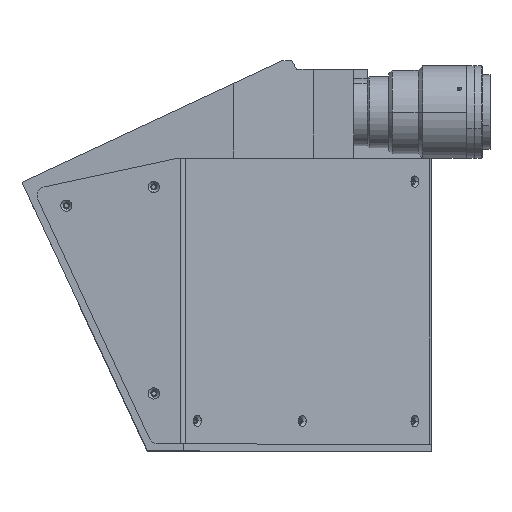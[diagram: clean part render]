
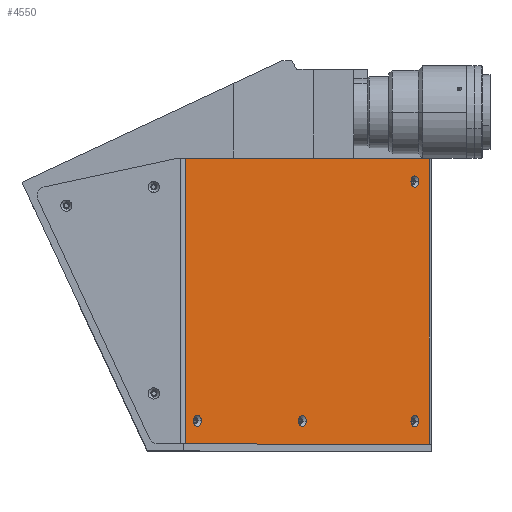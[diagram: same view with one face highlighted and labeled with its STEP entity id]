
A CAD part, top view. The second image highlights one B-rep face of the part: STEP entity #4550.
In plain terms, the highlighted planar face has unit normal (0.707, 0, 0.707).
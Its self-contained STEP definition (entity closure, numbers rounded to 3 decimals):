
#18 = VERTEX_POINT ( 'NONE', #2367 ) ;
#466 = CARTESIAN_POINT ( 'NONE',  ( -34.077, -78., 173.761 ) ) ;
#713 = CARTESIAN_POINT ( 'NONE',  ( -38.544, 346.506, 178.228 ) ) ;
#790 = CARTESIAN_POINT ( 'NONE',  ( 90.719, 57., 48.965 ) ) ;
#1263 = VERTEX_POINT ( 'NONE', #13076 ) ;
#1493 = CARTESIAN_POINT ( 'NONE',  ( -31.849, -78., 171.534 ) ) ;
#1558 = CIRCLE ( 'NONE', #4483, 3.15 ) ;
#1678 = DIRECTION ( 'NONE',  ( 0.707, 0., -0.707 ) ) ;
#1789 = EDGE_CURVE ( 'NONE', #12683, #18, #3074, .T. ) ;
#2010 = DIRECTION ( 'NONE',  ( 0.707, 0., -0.707 ) ) ;
#2269 = EDGE_CURVE ( 'NONE', #1263, #7930, #9788, .T. ) ;
#2367 = CARTESIAN_POINT ( 'NONE',  ( 98.828, -91., 40.856 ) ) ;
#2425 = FACE_BOUND ( 'NONE', #10775, .T. ) ;
#2451 = EDGE_CURVE ( 'NONE', #10170, #6593, #11279, .T. ) ;
#2461 = AXIS2_PLACEMENT_3D ( 'NONE', #4380, #12995, #5609 ) ;
#2481 = CARTESIAN_POINT ( 'NONE',  ( -29.622, -78., 169.306 ) ) ;
#2634 = CARTESIAN_POINT ( 'NONE',  ( 27.314, -78., 112.371 ) ) ;
#2662 = DIRECTION ( 'NONE',  ( 0., 1., 0. ) ) ;
#2723 = DIRECTION ( 'NONE',  ( 0.707, 0., -0.707 ) ) ;
#2833 = FACE_BOUND ( 'NONE', #14244, .T. ) ;
#2838 = VERTEX_POINT ( 'NONE', #11647 ) ;
#2857 = CARTESIAN_POINT ( 'NONE',  ( 98.828, 70., 40.856 ) ) ;
#2906 = CARTESIAN_POINT ( 'NONE',  ( -38.544, -91., 178.228 ) ) ;
#3074 = LINE ( 'NONE', #9090, #12513 ) ;
#3199 = CARTESIAN_POINT ( 'NONE',  ( 90.719, -78., 48.965 ) ) ;
#3264 = CARTESIAN_POINT ( 'NONE',  ( 90.719, 57., 48.965 ) ) ;
#3362 = CARTESIAN_POINT ( 'NONE',  ( 92.947, -78., 46.738 ) ) ;
#3685 = DIRECTION ( 'NONE',  ( 0.707, 0., -0.707 ) ) ;
#3875 = DIRECTION ( 'NONE',  ( 0.707, 0., -0.707 ) ) ;
#4157 = AXIS2_PLACEMENT_3D ( 'NONE', #1493, #10108, #2723 ) ;
#4234 = CARTESIAN_POINT ( 'NONE',  ( 88.492, -78., 51.192 ) ) ;
#4380 = CARTESIAN_POINT ( 'NONE',  ( -31.849, -78., 171.534 ) ) ;
#4456 = DIRECTION ( 'NONE',  ( 0.707, 0., -0.707 ) ) ;
#4483 = AXIS2_PLACEMENT_3D ( 'NONE', #3264, #11894, #4506 ) ;
#4504 = DIRECTION ( 'NONE',  ( 0.707, 0., 0.707 ) ) ;
#4506 = DIRECTION ( 'NONE',  ( 0.707, 0., -0.707 ) ) ;
#4550 = ADVANCED_FACE ( 'NONE', ( #2425, #2833, #9015, #15167, #11912 ), #12524, .F. ) ;
#4587 = VERTEX_POINT ( 'NONE', #4234 ) ;
#4670 = EDGE_CURVE ( 'NONE', #13451, #4587, #15590, .T. ) ;
#4696 = EDGE_CURVE ( 'NONE', #4587, #13451, #9047, .T. ) ;
#4857 = ORIENTED_EDGE ( 'NONE', *, *, #9244, .F. ) ;
#4916 = CARTESIAN_POINT ( 'NONE',  ( -39.716, 70., 179.4 ) ) ;
#5071 = EDGE_CURVE ( 'NONE', #2838, #12683, #15557, .T. ) ;
#5234 = DIRECTION ( 'NONE',  ( -0.707, 0., -0.707 ) ) ;
#5609 = DIRECTION ( 'NONE',  ( 0.707, 0., -0.707 ) ) ;
#5689 = AXIS2_PLACEMENT_3D ( 'NONE', #13895, #6507, #15118 ) ;
#5720 = VECTOR ( 'NONE', #15485, 1000. ) ;
#5864 = ORIENTED_EDGE ( 'NONE', *, *, #7342, .F. ) ;
#5967 = ORIENTED_EDGE ( 'NONE', *, *, #5071, .T. ) ;
#6070 = EDGE_LOOP ( 'NONE', ( #10142, #12669 ) ) ;
#6282 = EDGE_LOOP ( 'NONE', ( #15880, #10375 ) ) ;
#6338 = CARTESIAN_POINT ( 'NONE',  ( 29.541, -78., 110.143 ) ) ;
#6455 = CIRCLE ( 'NONE', #4157, 3.15 ) ;
#6507 = DIRECTION ( 'NONE',  ( 0.707, 0., 0.707 ) ) ;
#6593 = VERTEX_POINT ( 'NONE', #11939 ) ;
#6746 = VECTOR ( 'NONE', #2662, 1000. ) ;
#6856 = EDGE_CURVE ( 'NONE', #7930, #1263, #11322, .T. ) ;
#6960 = LINE ( 'NONE', #4916, #15994 ) ;
#7342 = EDGE_CURVE ( 'NONE', #13638, #15578, #12397, .T. ) ;
#7930 = VERTEX_POINT ( 'NONE', #6338 ) ;
#9015 = FACE_BOUND ( 'NONE', #6282, .T. ) ;
#9047 = CIRCLE ( 'NONE', #12987, 3.15 ) ;
#9090 = CARTESIAN_POINT ( 'NONE',  ( -39.716, -91., 179.4 ) ) ;
#9244 = EDGE_CURVE ( 'NONE', #15578, #13638, #6455, .T. ) ;
#9271 = ORIENTED_EDGE ( 'NONE', *, *, #2269, .F. ) ;
#9439 = DIRECTION ( 'NONE',  ( 0.707, 0., 0.707 ) ) ;
#9686 = AXIS2_PLACEMENT_3D ( 'NONE', #3199, #11836, #4456 ) ;
#9771 = ORIENTED_EDGE ( 'NONE', *, *, #12020, .T. ) ;
#9788 = CIRCLE ( 'NONE', #5689, 3.15 ) ;
#10048 = CARTESIAN_POINT ( 'NONE',  ( 98.828, 346.506, 40.856 ) ) ;
#10108 = DIRECTION ( 'NONE',  ( 0.707, 0., 0.707 ) ) ;
#10142 = ORIENTED_EDGE ( 'NONE', *, *, #2451, .F. ) ;
#10170 = VERTEX_POINT ( 'NONE', #15174 ) ;
#10368 = ORIENTED_EDGE ( 'NONE', *, *, #6856, .F. ) ;
#10375 = ORIENTED_EDGE ( 'NONE', *, *, #4696, .F. ) ;
#10775 = EDGE_LOOP ( 'NONE', ( #10368, #9271 ) ) ;
#11267 = DIRECTION ( 'NONE',  ( 0.707, 0., 0.707 ) ) ;
#11279 = CIRCLE ( 'NONE', #15302, 3.15 ) ;
#11322 = CIRCLE ( 'NONE', #15083, 3.15 ) ;
#11647 = CARTESIAN_POINT ( 'NONE',  ( -38.544, 70., 178.228 ) ) ;
#11656 = AXIS2_PLACEMENT_3D ( 'NONE', #12634, #5234, #13885 ) ;
#11836 = DIRECTION ( 'NONE',  ( 0.707, 0., 0.707 ) ) ;
#11890 = CARTESIAN_POINT ( 'NONE',  ( 90.719, -78., 48.965 ) ) ;
#11894 = DIRECTION ( 'NONE',  ( 0.707, 0., 0.707 ) ) ;
#11912 = FACE_OUTER_BOUND ( 'NONE', #13531, .T. ) ;
#11939 = CARTESIAN_POINT ( 'NONE',  ( 88.492, 57., 51.192 ) ) ;
#11949 = EDGE_CURVE ( 'NONE', #2838, #12658, #6960, .T. ) ;
#12020 = EDGE_CURVE ( 'NONE', #18, #12658, #12912, .T. ) ;
#12397 = CIRCLE ( 'NONE', #2461, 3.15 ) ;
#12513 = VECTOR ( 'NONE', #1678, 1000. ) ;
#12524 = PLANE ( 'NONE',  #11656 ) ;
#12634 = CARTESIAN_POINT ( 'NONE',  ( -39.716, 346.506, 179.4 ) ) ;
#12658 = VERTEX_POINT ( 'NONE', #2857 ) ;
#12669 = ORIENTED_EDGE ( 'NONE', *, *, #13412, .F. ) ;
#12683 = VERTEX_POINT ( 'NONE', #2906 ) ;
#12912 = LINE ( 'NONE', #10048, #6746 ) ;
#12987 = AXIS2_PLACEMENT_3D ( 'NONE', #11890, #4504, #13115 ) ;
#12995 = DIRECTION ( 'NONE',  ( 0.707, 0., 0.707 ) ) ;
#13010 = ORIENTED_EDGE ( 'NONE', *, *, #11949, .F. ) ;
#13076 = CARTESIAN_POINT ( 'NONE',  ( 25.086, -78., 114.598 ) ) ;
#13115 = DIRECTION ( 'NONE',  ( 0.707, 0., -0.707 ) ) ;
#13290 = ORIENTED_EDGE ( 'NONE', *, *, #1789, .T. ) ;
#13412 = EDGE_CURVE ( 'NONE', #6593, #10170, #1558, .T. ) ;
#13451 = VERTEX_POINT ( 'NONE', #3362 ) ;
#13531 = EDGE_LOOP ( 'NONE', ( #13290, #9771, #13010, #5967 ) ) ;
#13638 = VERTEX_POINT ( 'NONE', #2481 ) ;
#13885 = DIRECTION ( 'NONE',  ( -0.707, 0., 0.707 ) ) ;
#13895 = CARTESIAN_POINT ( 'NONE',  ( 27.314, -78., 112.371 ) ) ;
#14244 = EDGE_LOOP ( 'NONE', ( #5864, #4857 ) ) ;
#15083 = AXIS2_PLACEMENT_3D ( 'NONE', #2634, #11267, #3875 ) ;
#15118 = DIRECTION ( 'NONE',  ( 0.707, 0., -0.707 ) ) ;
#15167 = FACE_BOUND ( 'NONE', #6070, .T. ) ;
#15174 = CARTESIAN_POINT ( 'NONE',  ( 92.947, 57., 46.738 ) ) ;
#15302 = AXIS2_PLACEMENT_3D ( 'NONE', #790, #9439, #2010 ) ;
#15485 = DIRECTION ( 'NONE',  ( 0., -1., 0. ) ) ;
#15557 = LINE ( 'NONE', #713, #5720 ) ;
#15578 = VERTEX_POINT ( 'NONE', #466 ) ;
#15590 = CIRCLE ( 'NONE', #9686, 3.15 ) ;
#15880 = ORIENTED_EDGE ( 'NONE', *, *, #4670, .F. ) ;
#15994 = VECTOR ( 'NONE', #3685, 1000. ) ;
